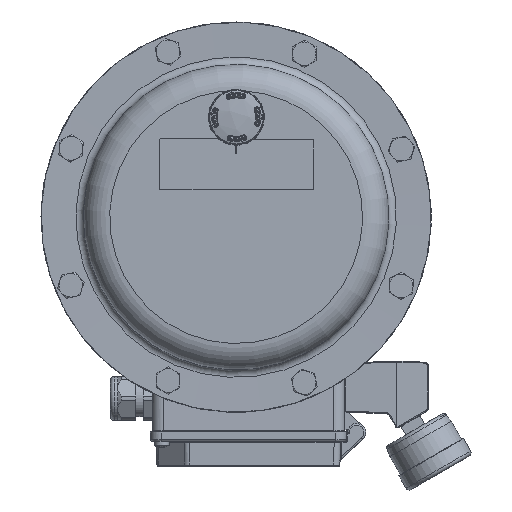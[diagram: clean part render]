
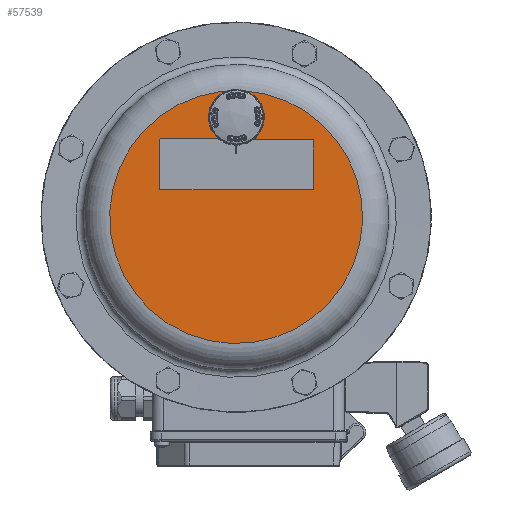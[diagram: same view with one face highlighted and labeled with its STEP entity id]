
A CAD part, top view. The second image highlights one B-rep face of the part: STEP entity #57539.
In plain terms, the highlighted planar face has unit normal (0, 0, 1).
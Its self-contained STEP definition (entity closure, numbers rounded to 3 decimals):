
#2767=FACE_BOUND('',#15634,.T.);
#2768=FACE_BOUND('',#15635,.T.);
#4796=LINE('',#102135,#8049);
#4800=LINE('',#102144,#8053);
#4803=LINE('',#102152,#8056);
#4806=LINE('',#102160,#8059);
#8049=VECTOR('',#72283,1000.);
#8053=VECTOR('',#72293,1000.);
#8056=VECTOR('',#72302,1000.);
#8059=VECTOR('',#72311,1000.);
#10042=PLANE('',#61957);
#12236=FACE_OUTER_BOUND('',#15633,.T.);
#15633=EDGE_LOOP('',(#43770));
#15634=EDGE_LOOP('',(#43771,#43772,#43773,#43774,#43775,#43776,#43777,#43778));
#15635=EDGE_LOOP('',(#43779,#43780));
#19826=CIRCLE('',#61243,10.35);
#19895=CIRCLE('',#61338,69.65);
#20148=CIRCLE('',#61899,1.);
#20149=CIRCLE('',#61902,1.);
#20150=CIRCLE('',#61905,1.);
#20151=CIRCLE('',#61908,1.);
#20152=CIRCLE('',#61958,10.35);
#23672=VERTEX_POINT('',#98792);
#23673=VERTEX_POINT('',#98793);
#23759=VERTEX_POINT('',#99374);
#24241=VERTEX_POINT('',#102133);
#24242=VERTEX_POINT('',#102134);
#24243=VERTEX_POINT('',#102139);
#24244=VERTEX_POINT('',#102143);
#24245=VERTEX_POINT('',#102147);
#24246=VERTEX_POINT('',#102151);
#24247=VERTEX_POINT('',#102155);
#24248=VERTEX_POINT('',#102159);
#30185=EDGE_CURVE('',#23672,#23673,#19826,.T.);
#30300=EDGE_CURVE('',#23759,#23759,#19895,.T.);
#31074=EDGE_CURVE('',#24241,#24242,#4796,.T.);
#31077=EDGE_CURVE('',#24242,#24243,#20148,.T.);
#31079=EDGE_CURVE('',#24243,#24244,#4800,.T.);
#31081=EDGE_CURVE('',#24244,#24245,#20149,.T.);
#31083=EDGE_CURVE('',#24245,#24246,#4803,.T.);
#31085=EDGE_CURVE('',#24246,#24247,#20150,.T.);
#31087=EDGE_CURVE('',#24247,#24248,#4806,.T.);
#31089=EDGE_CURVE('',#24248,#24241,#20151,.T.);
#31162=EDGE_CURVE('',#23673,#23672,#20152,.T.);
#43770=ORIENTED_EDGE('',*,*,#30300,.F.);
#43771=ORIENTED_EDGE('',*,*,#31089,.F.);
#43772=ORIENTED_EDGE('',*,*,#31087,.F.);
#43773=ORIENTED_EDGE('',*,*,#31085,.F.);
#43774=ORIENTED_EDGE('',*,*,#31083,.F.);
#43775=ORIENTED_EDGE('',*,*,#31081,.F.);
#43776=ORIENTED_EDGE('',*,*,#31079,.F.);
#43777=ORIENTED_EDGE('',*,*,#31077,.F.);
#43778=ORIENTED_EDGE('',*,*,#31074,.F.);
#43779=ORIENTED_EDGE('',*,*,#31162,.T.);
#43780=ORIENTED_EDGE('',*,*,#30185,.T.);
#57539=ADVANCED_FACE('',(#12236,#2767,#2768),#10042,.F.);
#61243=AXIS2_PLACEMENT_3D('',#98794,#70731,#70732);
#61338=AXIS2_PLACEMENT_3D('',#99376,#70946,#70947);
#61899=AXIS2_PLACEMENT_3D('',#102140,#72288,#72289);
#61902=AXIS2_PLACEMENT_3D('',#102148,#72297,#72298);
#61905=AXIS2_PLACEMENT_3D('',#102156,#72306,#72307);
#61908=AXIS2_PLACEMENT_3D('',#102163,#72315,#72316);
#61957=AXIS2_PLACEMENT_3D('',#102308,#72485,#72486);
#61958=AXIS2_PLACEMENT_3D('',#102309,#72487,#72488);
#70731=DIRECTION('center_axis',(0.,0.,
-1.));
#70732=DIRECTION('ref_axis',(-0.923,0.385,0.));
#70946=DIRECTION('center_axis',(0.,0.,
-1.));
#70947=DIRECTION('ref_axis',(-0.923,0.385,0.));
#72283=DIRECTION('',(0.002,1.,0.));
#72288=DIRECTION('center_axis',(0.,0.,
1.));
#72289=DIRECTION('ref_axis',(-0.002,-1.,0.));
#72293=DIRECTION('',(-1.,0.002,0.));
#72297=DIRECTION('center_axis',(0.,0.,
1.));
#72298=DIRECTION('ref_axis',(-0.002,-1.,0.));
#72302=DIRECTION('',(-0.002,-1.,0.));
#72306=DIRECTION('center_axis',(0.,0.,
1.));
#72307=DIRECTION('ref_axis',(-0.002,-1.,0.));
#72311=DIRECTION('',(1.,-0.002,0.));
#72315=DIRECTION('center_axis',(0.,0.,
1.));
#72316=DIRECTION('ref_axis',(-0.002,-1.,0.));
#72485=DIRECTION('center_axis',(0.,0.,
-1.));
#72486=DIRECTION('ref_axis',(-0.923,0.385,0.));
#72487=DIRECTION('center_axis',(0.,0.,
-1.));
#72488=DIRECTION('ref_axis',(-0.923,0.385,0.));
#98792=CARTESIAN_POINT('',(0.132,65.35,300.));
#98793=CARTESIAN_POINT('',(0.09,44.65,300.));
#98794=CARTESIAN_POINT('Origin',(0.111,55.,300.));
#99374=CARTESIAN_POINT('',(64.294,-26.784,300.));
#99376=CARTESIAN_POINT('Origin',(0.,0.,
300.));
#102133=CARTESIAN_POINT('',(42.532,15.914,300.));
#102134=CARTESIAN_POINT('',(42.585,41.914,300.));
#102135=CARTESIAN_POINT('',(42.532,15.914,300.));
#102139=CARTESIAN_POINT('',(41.587,42.916,300.));
#102140=CARTESIAN_POINT('Origin',(41.585,41.916,300.));
#102143=CARTESIAN_POINT('',(-41.413,43.084,300.));
#102144=CARTESIAN_POINT('',(41.587,42.916,300.));
#102147=CARTESIAN_POINT('',(-42.415,42.086,300.));
#102148=CARTESIAN_POINT('Origin',(-41.415,42.084,300.));
#102151=CARTESIAN_POINT('',(-42.468,16.086,300.));
#102152=CARTESIAN_POINT('',(-42.468,16.086,300.));
#102155=CARTESIAN_POINT('',(-41.47,15.084,300.));
#102156=CARTESIAN_POINT('Origin',(-41.468,16.084,300.));
#102159=CARTESIAN_POINT('',(41.53,14.916,300.));
#102160=CARTESIAN_POINT('',(41.53,14.916,300.));
#102163=CARTESIAN_POINT('Origin',(41.532,15.916,300.));
#102308=CARTESIAN_POINT('Origin',(0.,0.,
300.));
#102309=CARTESIAN_POINT('Origin',(0.111,55.,300.));
